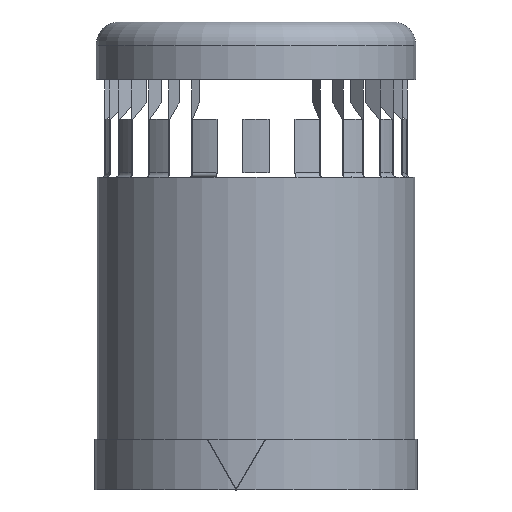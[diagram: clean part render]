
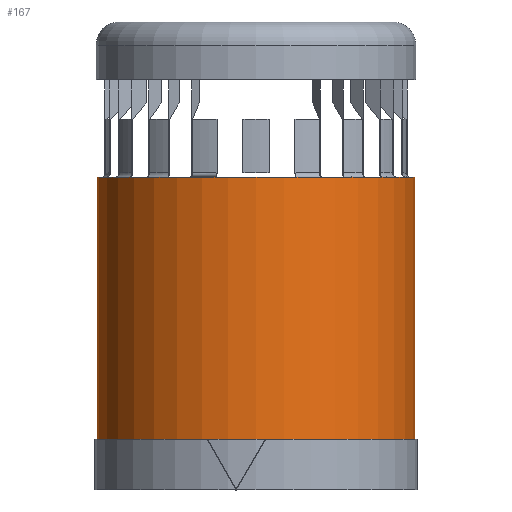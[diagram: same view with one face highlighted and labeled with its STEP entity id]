
A CAD part, front view. The second image highlights one B-rep face of the part: STEP entity #167.
In plain terms, the highlighted cylindrical face has radius 34.3 mm (diameter 68.6 mm), a partial arc.
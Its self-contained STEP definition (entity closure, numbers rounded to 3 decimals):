
#126=CARTESIAN_POINT('',(215.242,-114.362,-3.551));
#127=DIRECTION('',(0.0,0.0,1.0));
#128=DIRECTION('',(1.0,0.0,0.0));
#129=AXIS2_PLACEMENT_3D('',#126,#127,#128);
#130=CYLINDRICAL_SURFACE('',#129,34.3);
#131=CARTESIAN_POINT('',(249.542,-114.362,40.449));
#132=VERTEX_POINT('',#131);
#133=CARTESIAN_POINT('',(249.542,-114.362,-16.051));
#134=VERTEX_POINT('',#133);
#135=CARTESIAN_POINT('',(249.542,-114.362,40.449));
#136=DIRECTION('',(0.0,0.0,-1.0));
#137=VECTOR('',#136,56.5);
#138=LINE('',#135,#137);
#139=EDGE_CURVE('',#132,#134,#138,.T.);
#140=ORIENTED_EDGE('',*,*,#139,.F.);
#141=CARTESIAN_POINT('',(180.942,-114.362,40.449));
#142=VERTEX_POINT('',#141);
#143=CARTESIAN_POINT('',(215.242,-114.362,40.449));
#144=DIRECTION('',(0.0,0.0,1.0));
#145=DIRECTION('',(1.0,0.0,0.0));
#146=AXIS2_PLACEMENT_3D('',#143,#144,#145);
#147=CIRCLE('',#146,34.3);
#148=EDGE_CURVE('',#142,#132,#147,.T.);
#149=ORIENTED_EDGE('',*,*,#148,.F.);
#150=CARTESIAN_POINT('',(180.942,-114.362,-16.051));
#151=VERTEX_POINT('',#150);
#152=CARTESIAN_POINT('',(180.942,-114.362,40.449));
#153=DIRECTION('',(0.0,0.0,-1.0));
#154=VECTOR('',#153,56.5);
#155=LINE('',#152,#154);
#156=EDGE_CURVE('',#142,#151,#155,.T.);
#157=ORIENTED_EDGE('',*,*,#156,.T.);
#158=CARTESIAN_POINT('',(215.242,-114.362,-16.051));
#159=DIRECTION('',(0.0,0.0,-1.0));
#160=DIRECTION('',(1.0,0.0,0.0));
#161=AXIS2_PLACEMENT_3D('',#158,#159,#160);
#162=CIRCLE('',#161,34.3);
#163=EDGE_CURVE('',#134,#151,#162,.T.);
#164=ORIENTED_EDGE('',*,*,#163,.F.);
#165=EDGE_LOOP('',(#140,#149,#157,#164));
#166=FACE_OUTER_BOUND('',#165,.T.);
#167=ADVANCED_FACE('',(#166),#130,.T.);
